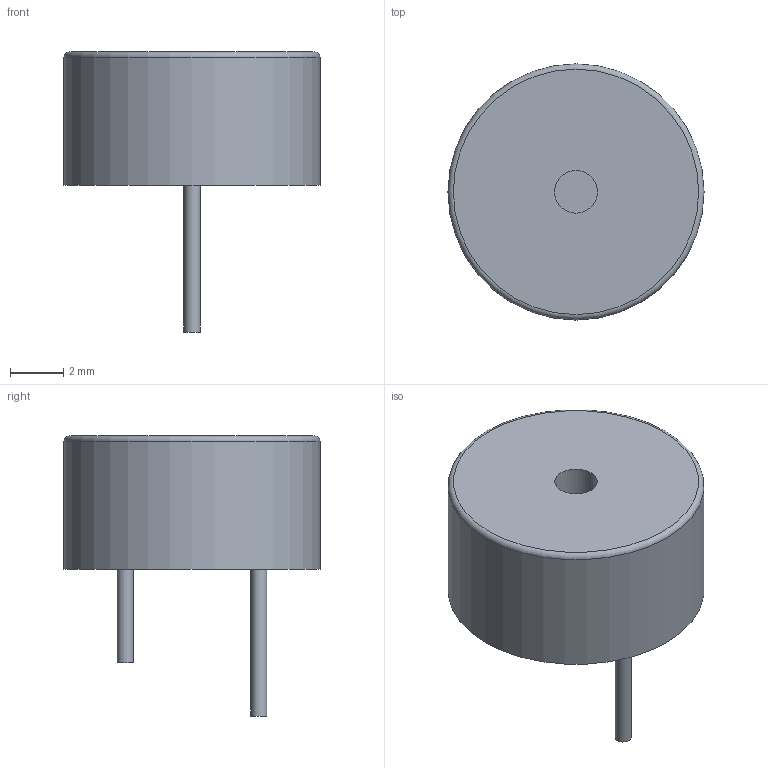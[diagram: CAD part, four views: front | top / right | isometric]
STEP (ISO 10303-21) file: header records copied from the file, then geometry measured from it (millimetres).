
FILE_DESCRIPTION(('HOOPS Exchange Step'),'2;1');
FILE_NAME('temp.step','2019-02-16T18:50:36+01:00',('mobile'),('Shapr3D Limited'),'HOOPS Exchange 2018.1','Shapr3D','Authorized');
FILE_SCHEMA( ('AP203_CONFIGURATION_CONTROLLED_3D_DESIGN_OF_MECHANICAL_PARTS_AND_ASSEMBLIES_MIM_LF') );
Length unit declared in the file: millimetre
Products named in the file (1): temp.x_b
Bounding box: 9.6 x 9.6 x 10.5 mm (x, y, z)
Volume: 360 mm3; surface area: 320.5 mm2
Topology: 1 solids, 1 shells, 10 faces, 22 edges, 17 vertices
Faces by surface type: plane 5, cylinder 4, torus 1
Full cylindrical faces by diameter (mm): 0.6 x2, 1.6 x1, 9.6 x1
Entity records: 335 total; most frequent: DIRECTION 62, CARTESIAN_POINT 50, ORIENTED_EDGE 44, AXIS2_PLACEMENT_3D 29, EDGE_CURVE 22, CIRCLE 18, VERTEX_POINT 17, EDGE_LOOP 13
